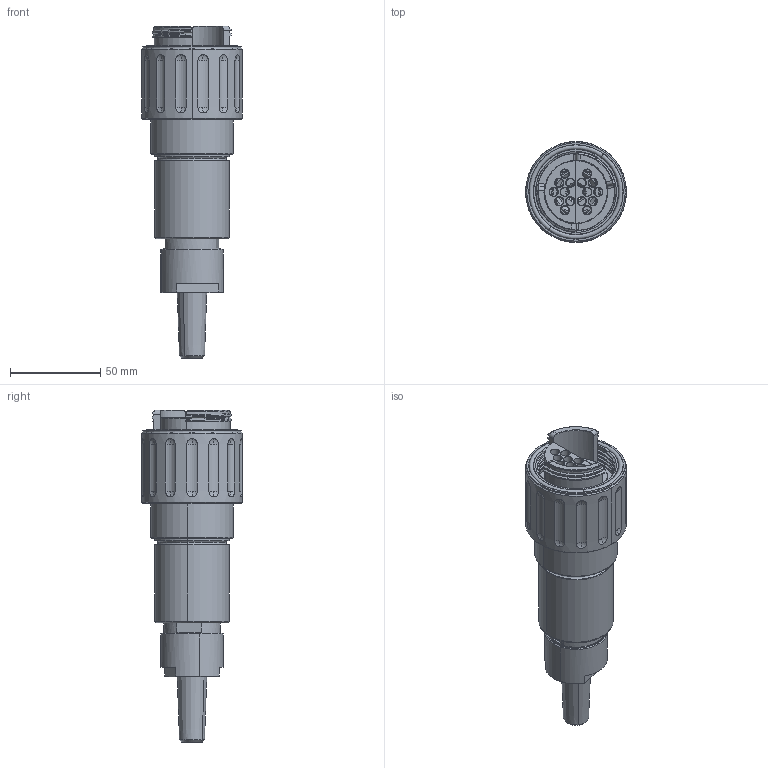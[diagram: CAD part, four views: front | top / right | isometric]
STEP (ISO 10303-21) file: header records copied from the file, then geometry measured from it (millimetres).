
FILE_DESCRIPTION (( 'STEP AP203' ), '1' );
FILE_NAME ('Size 27 Hermaphroditic Plug.STEP', '2019-04-17T01:13:18', ( '' ), ( '' ), 'SwSTEP 2.0', 'SolidWorks 2019', '' );
FILE_SCHEMA (( 'CONFIG_CONTROL_DESIGN' ));
Products named in the file (1): Size 27 Hermaphroditic Plug
Bounding box: 55.88 x 55.88 x 184.17 mm (x, y, z)
Volume: 131729.6 mm3; surface area: 102907.3 mm2
Topology: 24 solids, 24 shells, 1335 faces, 3385 edges, 2150 vertices
Faces by surface type: plane 474, cylinder 420, cone 288, torus 64, sphere 56, bspline 33
Entity records: 50300 total; most frequent: CARTESIAN_POINT 18586, DIRECTION 6774, ORIENTED_EDGE 6734, EDGE_CURVE 3367, AXIS2_PLACEMENT_3D 2746, VERTEX_POINT 2150, EDGE_LOOP 1481, CIRCLE 1443
